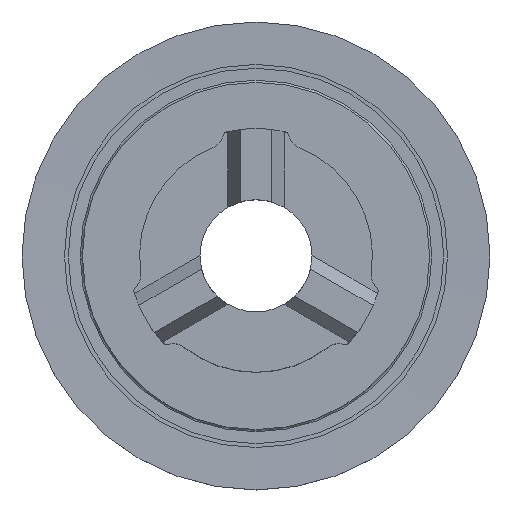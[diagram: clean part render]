
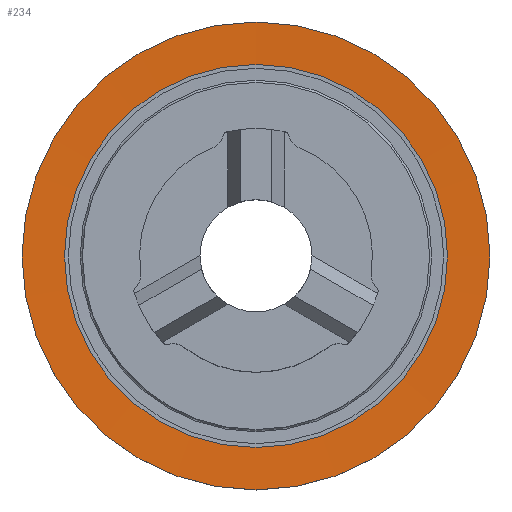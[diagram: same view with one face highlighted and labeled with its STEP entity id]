
A CAD part, top view. The second image highlights one B-rep face of the part: STEP entity #234.
In plain terms, the highlighted conical face has half-angle 88.8 degrees and reference radius 8.881 mm.
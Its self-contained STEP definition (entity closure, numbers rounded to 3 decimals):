
#75=CONICAL_SURFACE('',#962,8.881,88.8);
#234=ADVANCED_FACE('',(#280,#281),#75,.F.);
#280=FACE_BOUND('',#344,.T.);
#281=FACE_BOUND('',#345,.T.);
#344=EDGE_LOOP('',(#556));
#345=EDGE_LOOP('',(#557));
#556=ORIENTED_EDGE('',*,*,#741,.F.);
#557=ORIENTED_EDGE('',*,*,#740,.T.);
#634=VERTEX_POINT('',#1530);
#635=VERTEX_POINT('',#1533);
#740=EDGE_CURVE('',#634,#634,#804,.T.);
#741=EDGE_CURVE('',#635,#635,#805,.T.);
#804=CIRCLE('',#959,8.881);
#805=CIRCLE('',#961,10.85);
#959=AXIS2_PLACEMENT_3D('',#1529,#1210,#1211);
#961=AXIS2_PLACEMENT_3D('',#1532,#1214,#1215);
#962=AXIS2_PLACEMENT_3D('',#1534,#1216,#1217);
#1210=DIRECTION('',(0.,0.,-1.));
#1211=DIRECTION('',(-1.,0.,0.));
#1214=DIRECTION('',(0.,0.,-1.));
#1215=DIRECTION('',(-1.,0.,0.));
#1216=DIRECTION('',(0.,0.,1.));
#1217=DIRECTION('',(1.,0.,0.));
#1529=CARTESIAN_POINT('',(0.,0.,-4.531));
#1530=CARTESIAN_POINT('',(-8.881,0.,-4.531));
#1532=CARTESIAN_POINT('',(0.,0.,-4.49));
#1533=CARTESIAN_POINT('',(-10.85,0.,-4.49));
#1534=CARTESIAN_POINT('',(0.,0.,-4.531));
